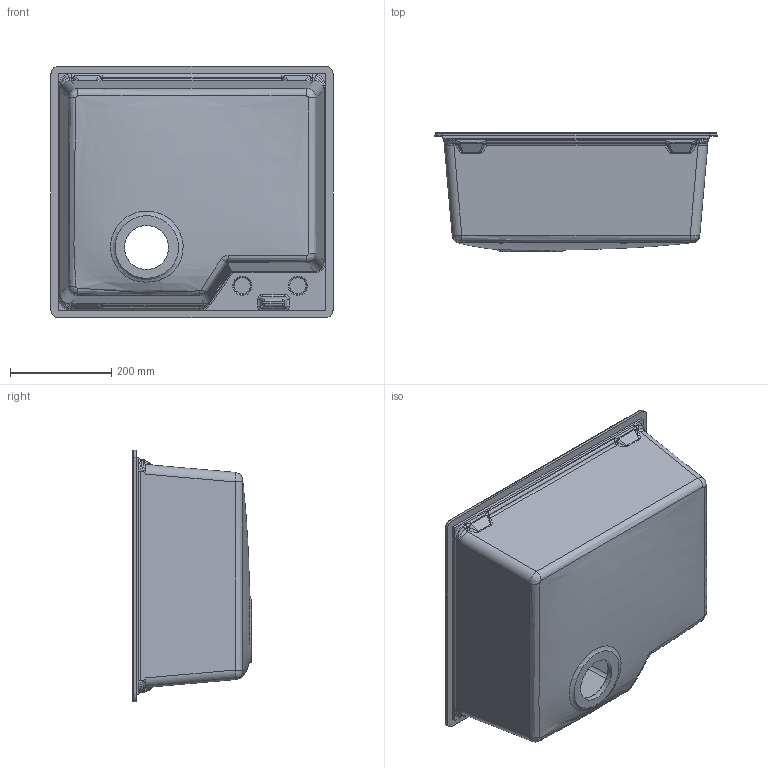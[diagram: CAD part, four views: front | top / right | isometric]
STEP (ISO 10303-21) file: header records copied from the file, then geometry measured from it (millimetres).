
FILE_DESCRIPTION (( 'STEP AP214' ), '1' );
FILE_NAME ('Lisa.STEP', '2022-10-18T10:06:46', ( 'User Windows' ), ( '' ), 'SwSTEP 2.0', 'SolidWorks 2020', '' );
FILE_SCHEMA (( 'AUTOMOTIVE_DESIGN' ));
Length unit declared in the file: millimetre
Products named in the file (1): Lisa
Bounding box: 557.85 x 235 x 497.85 mm (x, y, z)
Volume: 5984337.1 mm3; surface area: 1219743.8 mm2
Topology: 1 solids, 1 shells, 261 faces, 617 edges, 344 vertices
Faces by surface type: bspline 112, cylinder 81, plane 50, sphere 10, torus 6, cone 2
Full cylindrical faces by diameter (mm): 30 x1
Entity records: 30472 total; most frequent: CARTESIAN_POINT 25611, ORIENTED_EDGE 1164, DIRECTION 794, EDGE_CURVE 582, VERTEX_POINT 340, AXIS2_PLACEMENT_3D 309, EDGE_LOOP 282, FACE_OUTER_BOUND 270
